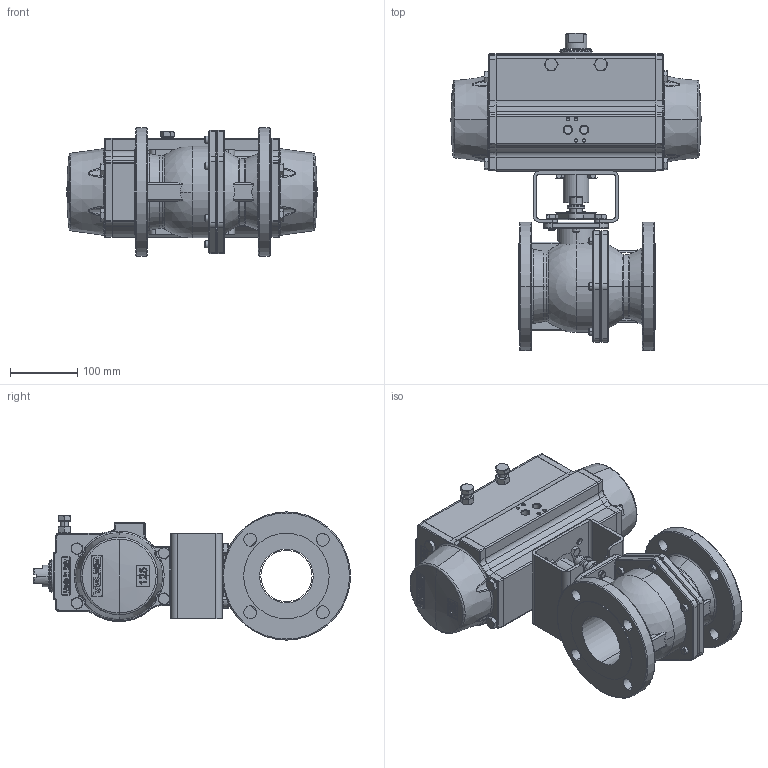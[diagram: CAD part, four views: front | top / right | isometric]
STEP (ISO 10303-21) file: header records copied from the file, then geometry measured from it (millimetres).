
FILE_DESCRIPTION (( 'STEP AP203' ), '1' );
FILE_NAME ('5801F-300_UT-4.STEP', '2017-11-28T15:20:18', ( '' ), ( '' ), 'SwSTEP 2.0', 'SolidWorks 2014', '' );
FILE_SCHEMA (( 'CONFIG_CONTROL_DESIGN' ));
Products named in the file (1): 5801F-300_UT-4
Bounding box: 371.83 x 471.23 x 190.5 mm (x, y, z)
Surface area: 625651.9 mm2 (no closed solid volume)
Topology: 0 solids, 35 shells, 1381 faces, 4466 edges, 3020 vertices
Faces by surface type: plane 466, cylinder 305, bspline 266, cone 228, torus 72, sphere 44
Entity records: 69807 total; most frequent: CARTESIAN_POINT 33250, ORIENTED_EDGE 7412, DIRECTION 7115, EDGE_CURVE 4451, VERTEX_POINT 3020, AXIS2_PLACEMENT_3D 2726, VECTOR 1663, LINE 1663
